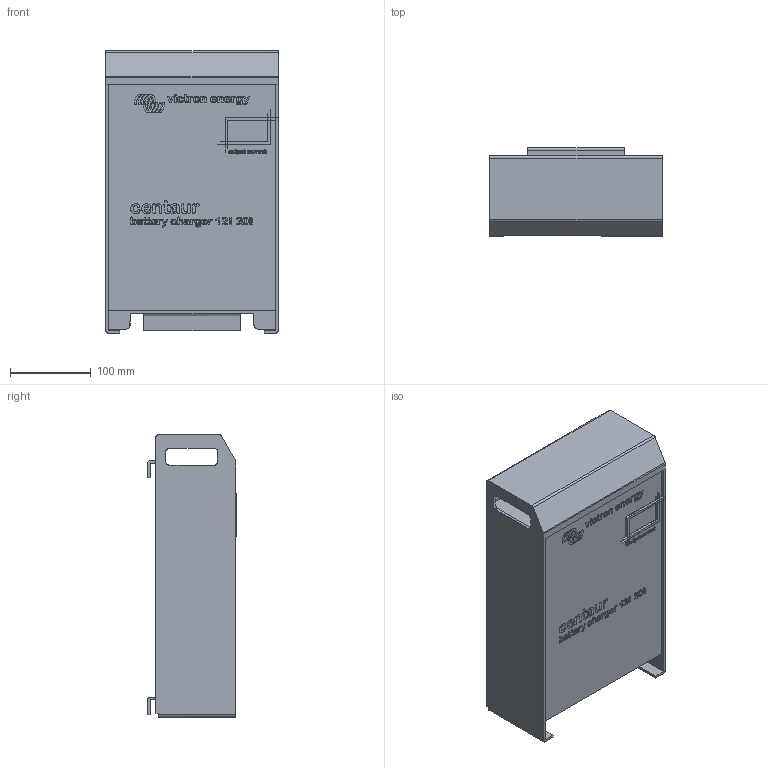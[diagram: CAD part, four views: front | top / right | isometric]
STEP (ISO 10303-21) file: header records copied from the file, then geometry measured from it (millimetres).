
FILE_DESCRIPTION(/* description */ (''),/* implementation_level */ '2;1');
FILE_NAME(/* name */ 'CENTAU~1',/* time_stamp */ '2014-05-26T08:06:14+02:00',/* author */ (''),/* organization */ (''),/* preprocessor_version */ 'ST-DEVELOPER v15',/* originating_system */ '',/* authorisation */ '');
FILE_SCHEMA (('AUTOMOTIVE_DESIGN'));
Length unit declared in the file: millimetre
Products named in the file (1): Document
Bounding box: 214 x 109.83 x 350.64 mm (x, y, z)
Volume: 11015.3 mm3; surface area: 330761.6 mm2
Topology: 1 solids, 76 shells, 151 faces, 1104 edges, 1020 vertices
Faces by surface type: plane 129, bspline 22
Entity records: 14869 total; most frequent: CARTESIAN_POINT 8773, ORIENTED_EDGE 1307, EDGE_CURVE 1104, VERTEX_POINT 1020, B_SPLINE_CURVE_WITH_KNOTS 955, EDGE_LOOP 174, ADVANCED_FACE 151, FACE_OUTER_BOUND 151
